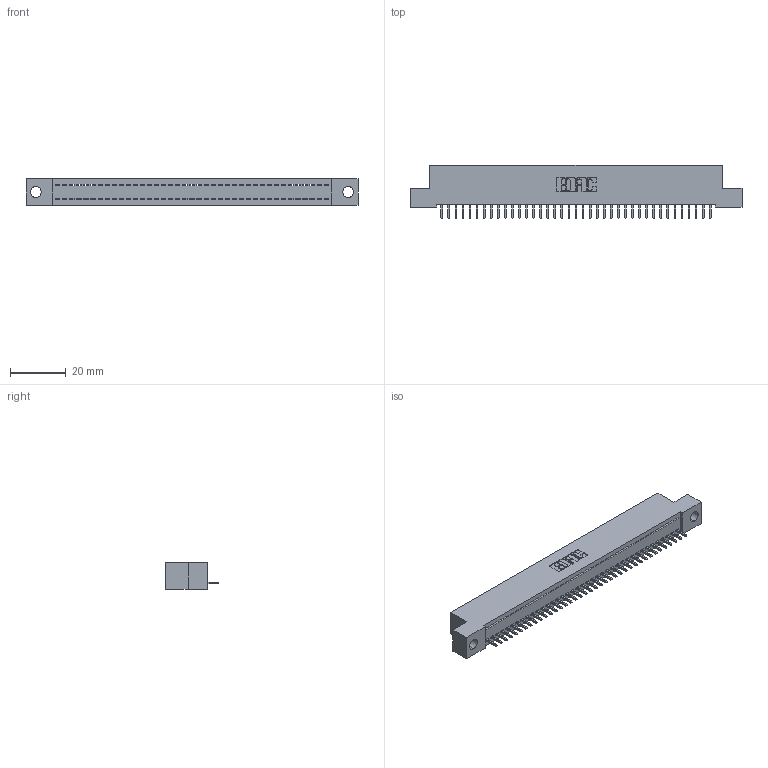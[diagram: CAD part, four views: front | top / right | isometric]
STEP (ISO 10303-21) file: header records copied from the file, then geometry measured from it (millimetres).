
FILE_DESCRIPTION (( 'STEP AP203' ), '1' );
FILE_NAME ('342-039-521-104.STEP', '2018-08-11T23:11:14', ( '' ), ( '' ), 'SwSTEP 2.0', 'SolidWorks 2016', '' );
FILE_SCHEMA (( 'CONFIG_CONTROL_DESIGN' ));
Length unit declared in the file: inch
Products named in the file (3): 342 Part_.156 TH; 345-292-001_345-293-121; 342-039-521-104
Assembly tree (40 placements, depth 2):
  342-039-521-104
    342 Part_.156 TH
    345-292-001_345-293-121  x39
Bounding box: 119.38 x 19.06 x 9.4 mm (x, y, z)
Volume: 10258.2 mm3; surface area: 14400.6 mm2
Topology: 40 solids, 40 shells, 2372 faces, 7163 edges, 4722 vertices
Faces by surface type: plane 1704, cylinder 668
Entity records: 24119 total; most frequent: CARTESIAN_POINT 4167, ORIENTED_EDGE 4142, DIRECTION 3521, EDGE_CURVE 2071, LINE 1943, VECTOR 1943, VERTEX_POINT 1378, AXIS2_PLACEMENT_3D 789
